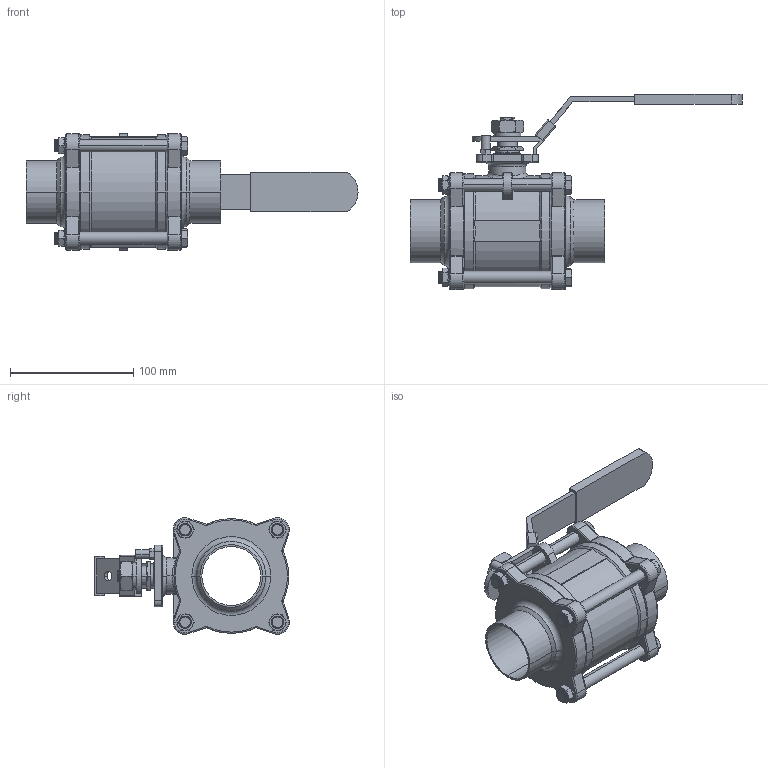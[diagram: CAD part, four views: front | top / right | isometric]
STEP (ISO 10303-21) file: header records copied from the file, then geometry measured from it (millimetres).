
FILE_DESCRIPTION((''),'2;1');
FILE_NAME('2012CM-050_ASM','2014-12-23T',('Administrator'),(''),'PRO/ENGINEER BY PARAMETRIC TECHNOLOGY CORPORATION, 2011080','PRO/ENGINEER BY PARAMETRIC TECHNOLOGY CORPORATION, 2011080','');
FILE_SCHEMA(('CONFIG_CONTROL_DESIGN'));
Length unit declared in the file: millimetre
Products named in the file (13): 2013CM-BODY-050_2; 2013CM-BALL-050_2; 2013CM-STME-050_2; 2013CM-GLANDNUT-050_2; 2013CM-STOPPIN-050_2; 2013CM-HANDLE-050_2; DIANPIAN050_2; DIANPIANLUOMU050_2; 2012CM-CAP-BW-050; LUOGAN050_2; LUOGANLUOMU; LUOMU050_2; 2012CM-050_ASM
Assembly tree (22 placements, depth 2):
  2012CM-050_ASM
    2013CM-BODY-050_2
    2013CM-BALL-050_2
    2013CM-STME-050_2
    2013CM-GLANDNUT-050_2
    2013CM-STOPPIN-050_2
    2013CM-HANDLE-050_2
    DIANPIAN050_2
    DIANPIANLUOMU050_2
    2012CM-CAP-BW-050  x2
    LUOGAN050_2  x4
    LUOGANLUOMU  x4
    LUOMU050_2  x4
Bounding box: 269.3 x 158.22 x 94.45 mm (x, y, z)
Volume: 490819.3 mm3; surface area: 178352.1 mm2
Topology: 22 solids, 22 shells, 927 faces, 2278 edges, 1409 vertices
Faces by surface type: cylinder 359, plane 210, cone 160, bspline 112, torus 78, sphere 8
Entity records: 29310 total; most frequent: CARTESIAN_POINT 16450, ORIENTED_EDGE 2752, DIRECTION 2432, EDGE_CURVE 1376, AXIS2_PLACEMENT_3D 965, VERTEX_POINT 856, EDGE_LOOP 606, FACE_OUTER_BOUND 556
